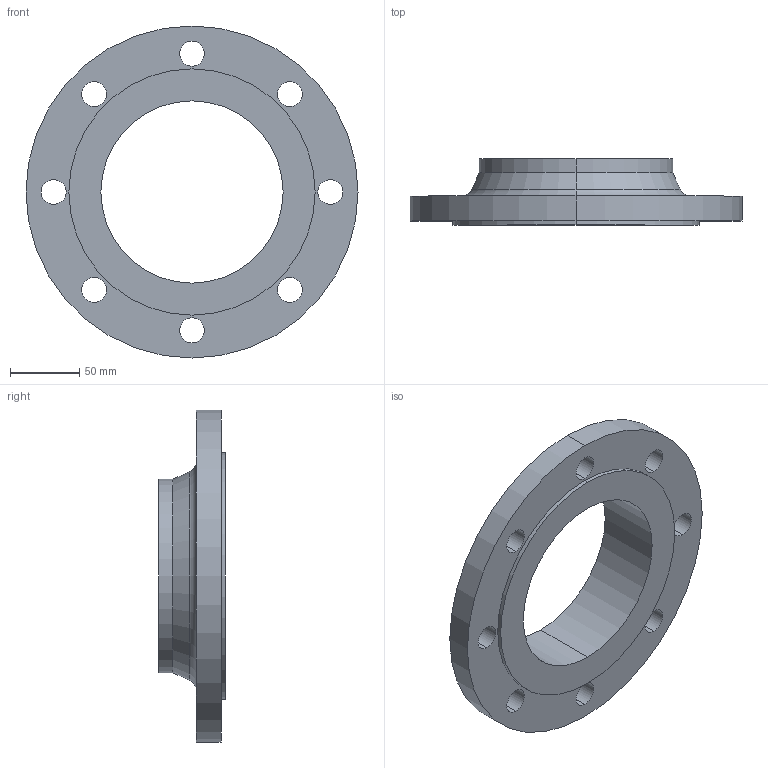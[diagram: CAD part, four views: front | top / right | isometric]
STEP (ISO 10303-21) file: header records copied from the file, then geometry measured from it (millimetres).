
FILE_DESCRIPTION (( 'STEP AP203' ), '1' );
FILE_NAME ('3D_R183_PN6_DN139.7_17632375.STEP', '2024-07-02T06:18:51', ( '' ), ( '' ), 'SwSTEP 2.0', 'SolidWorks 2024', '' );
FILE_SCHEMA (( 'CONFIG_CONTROL_DESIGN' ));
Length unit declared in the file: millimetre
Products named in the file (1): 3D_R183_PN6_DN139.7_17632375
Bounding box: 240 x 48 x 240 mm (x, y, z)
Volume: 644139.2 mm3; surface area: 111336.5 mm2
Topology: 1 solids, 1 shells, 32 faces, 80 edges, 52 vertices
Faces by surface type: cylinder 24, plane 4, torus 2, cone 2
Entity records: 1099 total; most frequent: DIRECTION 200, CARTESIAN_POINT 165, ORIENTED_EDGE 160, AXIS2_PLACEMENT_3D 87, EDGE_CURVE 80, CIRCLE 54, EDGE_LOOP 52, VERTEX_POINT 52
